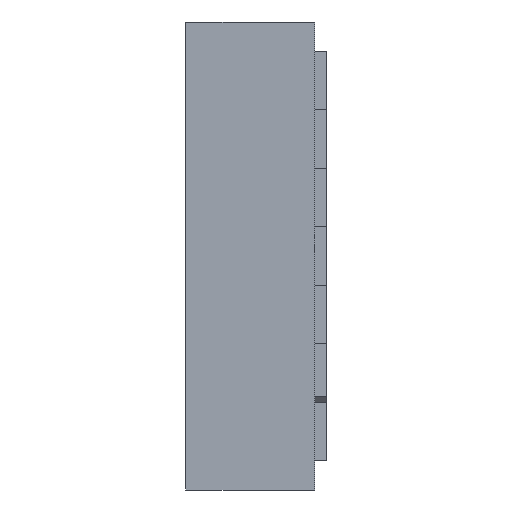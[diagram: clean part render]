
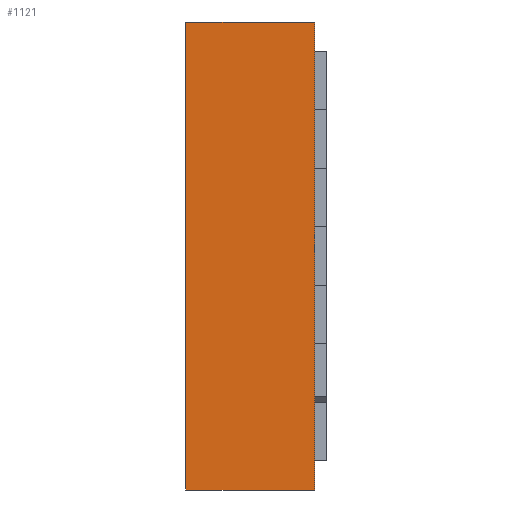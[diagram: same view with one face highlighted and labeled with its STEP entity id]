
A CAD part, left-side view. The second image highlights one B-rep face of the part: STEP entity #1121.
In plain terms, the highlighted planar face has unit normal (-1, 0, 0).
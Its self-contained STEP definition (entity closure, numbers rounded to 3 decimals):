
#38 = DIRECTION ( 'NONE',  ( 0., 0., 1. ) ) ;
#125 = CARTESIAN_POINT ( 'NONE',  ( -1.5, 0.05, -1. ) ) ;
#233 = CARTESIAN_POINT ( 'NONE',  ( -1.5, 0.6, -1. ) ) ;
#358 = LINE ( 'NONE', #605, #1675 ) ;
#388 = VERTEX_POINT ( 'NONE', #523 ) ;
#392 = DIRECTION ( 'NONE',  ( 1., 0., 0. ) ) ;
#523 = CARTESIAN_POINT ( 'NONE',  ( -1.5, 0.6, 1. ) ) ;
#553 = ORIENTED_EDGE ( 'NONE', *, *, #1078, .T. ) ;
#562 = VERTEX_POINT ( 'NONE', #3031 ) ;
#605 = CARTESIAN_POINT ( 'NONE',  ( -1.5, 0.05, -1. ) ) ;
#640 = VECTOR ( 'NONE', #1210, 1000. ) ;
#735 = VECTOR ( 'NONE', #2780, 1000. ) ;
#751 = VERTEX_POINT ( 'NONE', #2607 ) ;
#787 = LINE ( 'NONE', #233, #1729 ) ;
#967 = CARTESIAN_POINT ( 'NONE',  ( -1.5, 4.806, 1. ) ) ;
#1078 = EDGE_CURVE ( 'NONE', #2713, #562, #358, .T. ) ;
#1096 = DIRECTION ( 'NONE',  ( 0., 0., 1. ) ) ;
#1121 = ADVANCED_FACE ( 'NONE', ( #1903 ), #1641, .F. ) ;
#1210 = DIRECTION ( 'NONE',  ( 0., -1., 0. ) ) ;
#1407 = CARTESIAN_POINT ( 'NONE',  ( -1.5, 4.806, -1. ) ) ;
#1408 = ORIENTED_EDGE ( 'NONE', *, *, #2663, .F. ) ;
#1592 = DIRECTION ( 'NONE',  ( 0., 0., -1. ) ) ;
#1641 = PLANE ( 'NONE',  #2040 ) ;
#1673 = CARTESIAN_POINT ( 'NONE',  ( -1.5, 4.806, -1. ) ) ;
#1675 = VECTOR ( 'NONE', #1096, 1000. ) ;
#1729 = VECTOR ( 'NONE', #38, 1000. ) ;
#1784 = LINE ( 'NONE', #967, #735 ) ;
#1865 = EDGE_CURVE ( 'NONE', #388, #562, #1784, .T. ) ;
#1903 = FACE_OUTER_BOUND ( 'NONE', #2908, .T. ) ;
#2040 = AXIS2_PLACEMENT_3D ( 'NONE', #1407, #392, #1592 ) ;
#2279 = ORIENTED_EDGE ( 'NONE', *, *, #1865, .F. ) ;
#2565 = ORIENTED_EDGE ( 'NONE', *, *, #2859, .T. ) ;
#2607 = CARTESIAN_POINT ( 'NONE',  ( -1.5, 0.6, -1. ) ) ;
#2663 = EDGE_CURVE ( 'NONE', #751, #388, #787, .T. ) ;
#2675 = LINE ( 'NONE', #1673, #640 ) ;
#2713 = VERTEX_POINT ( 'NONE', #125 ) ;
#2780 = DIRECTION ( 'NONE',  ( 0., -1., 0. ) ) ;
#2859 = EDGE_CURVE ( 'NONE', #751, #2713, #2675, .T. ) ;
#2908 = EDGE_LOOP ( 'NONE', ( #1408, #2565, #553, #2279 ) ) ;
#3031 = CARTESIAN_POINT ( 'NONE',  ( -1.5, 0.05, 1. ) ) ;
